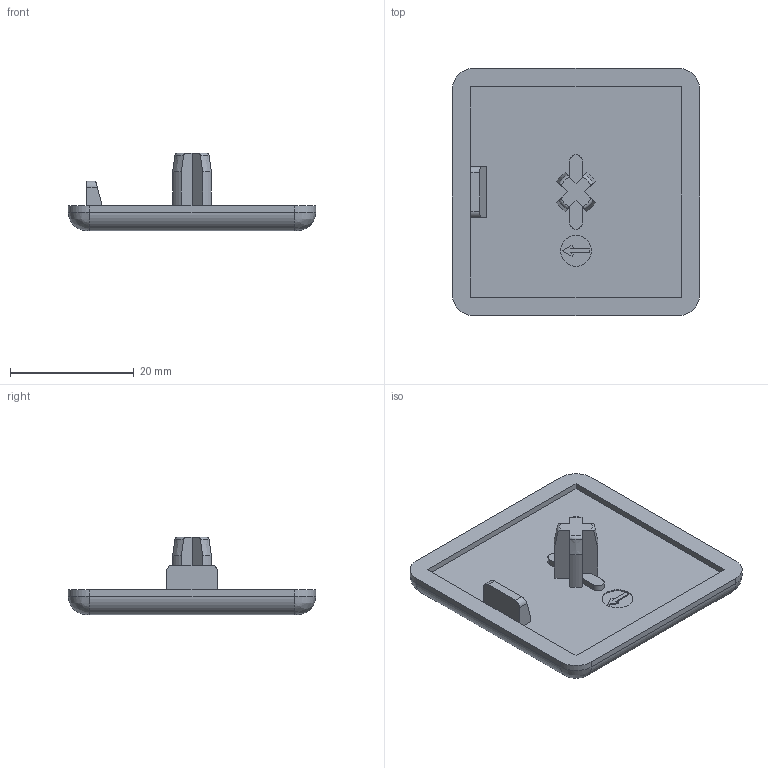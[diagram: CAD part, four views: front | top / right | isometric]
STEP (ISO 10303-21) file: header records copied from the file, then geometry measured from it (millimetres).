
FILE_DESCRIPTION(/* description */ ('Záslepka profilu 40x40'),/* implementation_level */ '2;1');
FILE_NAME(/* name */ '224040.17.stp',/* time_stamp */ '2024-10-11T16:31:44+02:00',/* author */ ('jiri.spacek'),/* organization */ ('Alutec K&K'),/* preprocessor_version */ 'ST-DEVELOPER v20',/* originating_system */ 'Autodesk Inventor 2024',/* authorisation */ '');
FILE_SCHEMA (('AUTOMOTIVE_DESIGN { 1 0 10303 214 3 1 1 }'));
Length unit declared in the file: millimetre
Products named in the file (1): 224040.17
Bounding box: 40 x 40 x 12.5 mm (x, y, z)
Volume: 5230.6 mm3; surface area: 4069.8 mm2
Topology: 1 solids, 1 shells, 73 faces, 191 edges, 124 vertices
Faces by surface type: plane 44, cylinder 17, cone 4, torus 4, bspline 4
Full cylindrical faces by diameter (mm): 5 x1
Entity records: 2347 total; most frequent: CARTESIAN_POINT 509, ORIENTED_EDGE 382, DIRECTION 361, EDGE_CURVE 191, LINE 129, VECTOR 129, VERTEX_POINT 124, AXIS2_PLACEMENT_3D 116
